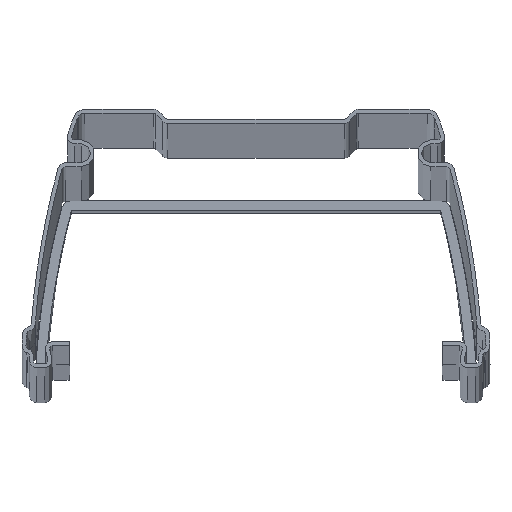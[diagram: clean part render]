
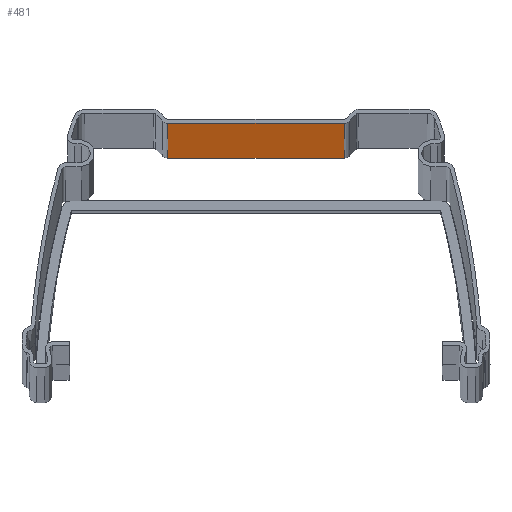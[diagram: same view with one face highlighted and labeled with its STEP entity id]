
A CAD part, top view. The second image highlights one B-rep face of the part: STEP entity #481.
In plain terms, the highlighted face is planar.
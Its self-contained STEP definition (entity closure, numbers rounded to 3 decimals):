
#39 = VERTEX_POINT ( 'NONE', #6457 ) ;
#235 = VERTEX_POINT ( 'NONE', #6919 ) ;
#429 = EDGE_CURVE ( 'NONE', #1752, #39, #2679, .T. ) ;
#481 = ADVANCED_FACE ( 'NONE', ( #4831 ), #1865, .F. ) ;
#652 = EDGE_CURVE ( 'NONE', #235, #5858, #5719, .T. ) ;
#1188 = LINE ( 'NONE', #6785, #8313 ) ;
#1223 = DIRECTION ( 'NONE',  ( 0., 0., 1. ) ) ;
#1295 = DIRECTION ( 'NONE',  ( 0., 1., 0. ) ) ;
#1520 = AXIS2_PLACEMENT_3D ( 'NONE', #8538, #1223, #2581 ) ;
#1752 = VERTEX_POINT ( 'NONE', #2027 ) ;
#1865 = PLANE ( 'NONE',  #1520 ) ;
#2027 = CARTESIAN_POINT ( 'NONE',  ( 13.197, -1500., -2.1 ) ) ;
#2129 = CARTESIAN_POINT ( 'NONE',  ( 13.197, -1500., -2.1 ) ) ;
#2299 = ORIENTED_EDGE ( 'NONE', *, *, #652, .F. ) ;
#2581 = DIRECTION ( 'NONE',  ( -1., 0., 0. ) ) ;
#2679 = LINE ( 'NONE', #5492, #2750 ) ;
#2750 = VECTOR ( 'NONE', #6241, 1000. ) ;
#4090 = VECTOR ( 'NONE', #1295, 1000. ) ;
#4776 = ORIENTED_EDGE ( 'NONE', *, *, #8988, .F. ) ;
#4831 = FACE_OUTER_BOUND ( 'NONE', #9348, .T. ) ;
#5492 = CARTESIAN_POINT ( 'NONE',  ( 13.197, -1500., -2.1 ) ) ;
#5566 = ORIENTED_EDGE ( 'NONE', *, *, #429, .T. ) ;
#5719 = LINE ( 'NONE', #7886, #6373 ) ;
#5858 = VERTEX_POINT ( 'NONE', #8529 ) ;
#6069 = DIRECTION ( 'NONE',  ( 0., -1., 0. ) ) ;
#6241 = DIRECTION ( 'NONE',  ( -1., 0., 0. ) ) ;
#6373 = VECTOR ( 'NONE', #6523, 1000. ) ;
#6457 = CARTESIAN_POINT ( 'NONE',  ( -13.197, -1500., -2.1 ) ) ;
#6523 = DIRECTION ( 'NONE',  ( -1., 0., 0. ) ) ;
#6785 = CARTESIAN_POINT ( 'NONE',  ( -13.197, 0., -2.1 ) ) ;
#6919 = CARTESIAN_POINT ( 'NONE',  ( 13.197, 1500., -2.1 ) ) ;
#7886 = CARTESIAN_POINT ( 'NONE',  ( 13.197, 1500., -2.1 ) ) ;
#8313 = VECTOR ( 'NONE', #6069, 1000. ) ;
#8529 = CARTESIAN_POINT ( 'NONE',  ( -13.197, 1500., -2.1 ) ) ;
#8538 = CARTESIAN_POINT ( 'NONE',  ( 0., 0., -2.1 ) ) ;
#8968 = EDGE_CURVE ( 'NONE', #5858, #39, #1188, .T. ) ;
#8988 = EDGE_CURVE ( 'NONE', #1752, #235, #9087, .T. ) ;
#9087 = LINE ( 'NONE', #2129, #4090 ) ;
#9348 = EDGE_LOOP ( 'NONE', ( #2299, #4776, #5566, #9392 ) ) ;
#9392 = ORIENTED_EDGE ( 'NONE', *, *, #8968, .F. ) ;
